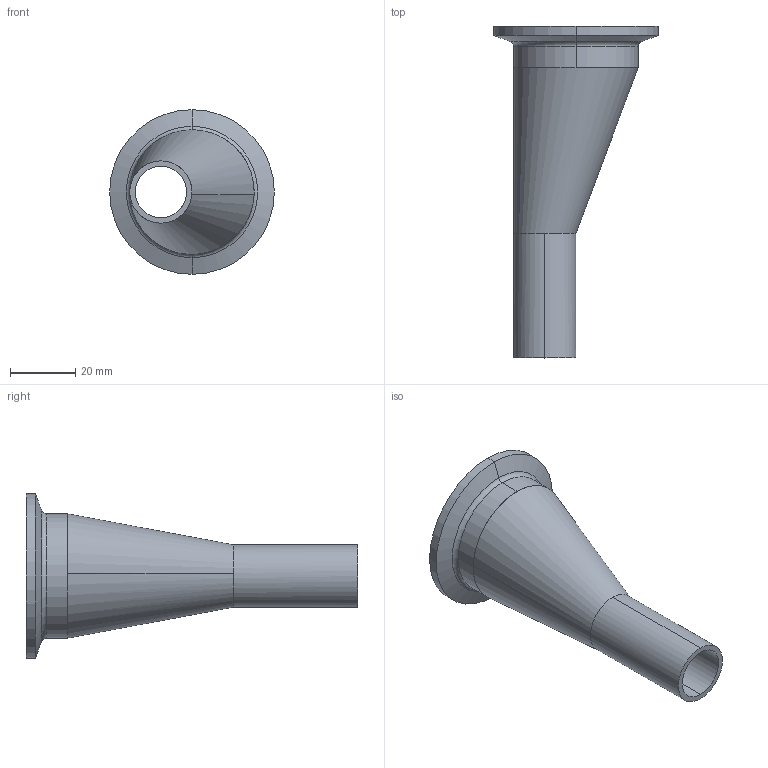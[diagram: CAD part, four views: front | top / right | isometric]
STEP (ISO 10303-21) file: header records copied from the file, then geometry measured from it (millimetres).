
FILE_DESCRIPTION (( 'STEP AP214' ), '1' );
FILE_NAME ('DT26E 38.1x19.05 B.STEP', '2014-03-18T09:31:47', ( '' ), ( '' ), 'SwSTEP 2.0', 'SolidWorks 2013', '' );
FILE_SCHEMA (( 'AUTOMOTIVE_DESIGN' ));
Length unit declared in the file: inch
Products named in the file (3): DT26E 38.1x19.05 B; 26E 38.1; DT26E 38.1x19.05
Assembly tree (2 placements, depth 2):
  DT26E 38.1x19.05 B
    DT26E 38.1x19.05
    26E 38.1
Bounding box: 50.4 x 101.6 x 50.4 mm (x, y, z)
Volume: 15803.5 mm3; surface area: 18300.4 mm2
Topology: 2 solids, 2 shells, 35 faces, 74 edges, 44 vertices
Faces by surface type: cylinder 10, torus 10, cone 6, plane 5, bspline 4
Entity records: 1594 total; most frequent: CARTESIAN_POINT 686, DIRECTION 196, ORIENTED_EDGE 148, AXIS2_PLACEMENT_3D 90, EDGE_CURVE 74, CIRCLE 54, VERTEX_POINT 44, EDGE_LOOP 40
